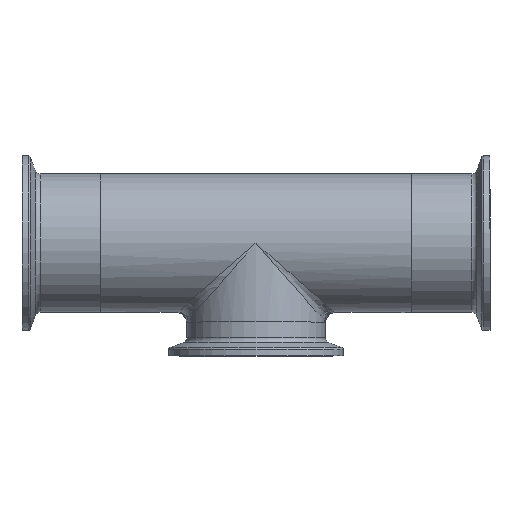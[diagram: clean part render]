
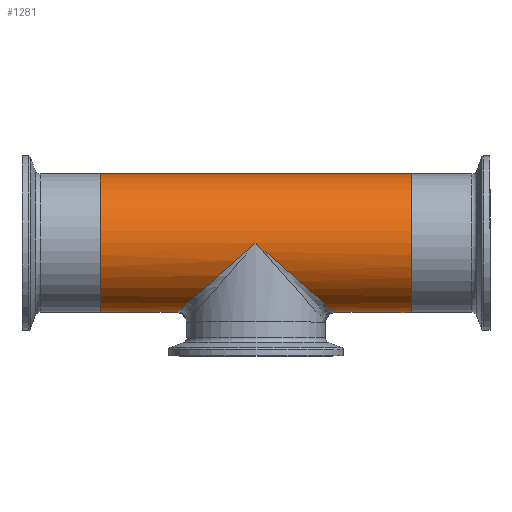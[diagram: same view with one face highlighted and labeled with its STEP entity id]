
A CAD part, top view. The second image highlights one B-rep face of the part: STEP entity #1281.
In plain terms, the highlighted cylindrical face has radius 25.4 mm (diameter 50.8 mm), a full revolution.
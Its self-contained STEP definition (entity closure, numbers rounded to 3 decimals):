
#500=CARTESIAN_POINT('',(16.,-25.4,0.));
#501=VERTEX_POINT('',#500);
#502=CARTESIAN_POINT('',(16.,0.0,0.));
#503=DIRECTION('',(1.0,0.0,0.0));
#504=DIRECTION('',(0.0,1.0,0.0));
#505=AXIS2_PLACEMENT_3D('',#502,#503,#504);
#506=CIRCLE('',#505,25.4);
#507=EDGE_CURVE('',#501,#501,#506,.T.);
#528=CARTESIAN_POINT('',(130.,-25.4,0.));
#529=VERTEX_POINT('',#528);
#530=CARTESIAN_POINT('',(130.,0.0,0.));
#531=DIRECTION('',(-1.0,0.0,0.0));
#532=DIRECTION('',(0.0,1.0,0.0));
#533=AXIS2_PLACEMENT_3D('',#530,#531,#532);
#534=CIRCLE('',#533,25.4);
#535=EDGE_CURVE('',#529,#529,#534,.T.);
#1088=CARTESIAN_POINT('',(73.,0.0,25.4));
#1089=VERTEX_POINT('',#1088);
#1097=CARTESIAN_POINT('',(73.,0.,-25.4));
#1098=VERTEX_POINT('',#1097);
#1099=CARTESIAN_POINT('',(73.,0.0,0.));
#1100=DIRECTION('',(-0.66,0.751,0.));
#1101=DIRECTION('',(0.751,0.66,0.));
#1102=AXIS2_PLACEMENT_3D('',#1099,#1100,#1101);
#1103=ELLIPSE('',#1102,38.476,25.4);
#1104=EDGE_CURVE('',#1089,#1098,#1103,.T.);
#1181=CARTESIAN_POINT('',(73.,0.0,0.));
#1182=DIRECTION('',(0.66,0.751,0.));
#1183=DIRECTION('',(-0.751,0.66,0.));
#1184=AXIS2_PLACEMENT_3D('',#1181,#1182,#1183);
#1185=ELLIPSE('',#1184,38.476,25.4);
#1186=EDGE_CURVE('',#1098,#1089,#1185,.T.);
#1266=CARTESIAN_POINT('',(73.,0.0,0.));
#1267=DIRECTION('',(1.0,0.,0.));
#1268=DIRECTION('',(0.0,1.0,0.0));
#1269=AXIS2_PLACEMENT_3D('',#1266,#1267,#1268);
#1270=CYLINDRICAL_SURFACE('',#1269,25.4);
#1271=ORIENTED_EDGE('',*,*,#507,.T.);
#1272=EDGE_LOOP('',(#1271));
#1273=FACE_OUTER_BOUND('',#1272,.T.);
#1274=ORIENTED_EDGE('',*,*,#535,.T.);
#1275=EDGE_LOOP('',(#1274));
#1276=FACE_BOUND('',#1275,.T.);
#1277=ORIENTED_EDGE('',*,*,#1104,.F.);
#1278=ORIENTED_EDGE('',*,*,#1186,.F.);
#1279=EDGE_LOOP('',(#1277,#1278));
#1280=FACE_BOUND('',#1279,.T.);
#1281=ADVANCED_FACE('',(#1273,#1276,#1280),#1270,.T.);
